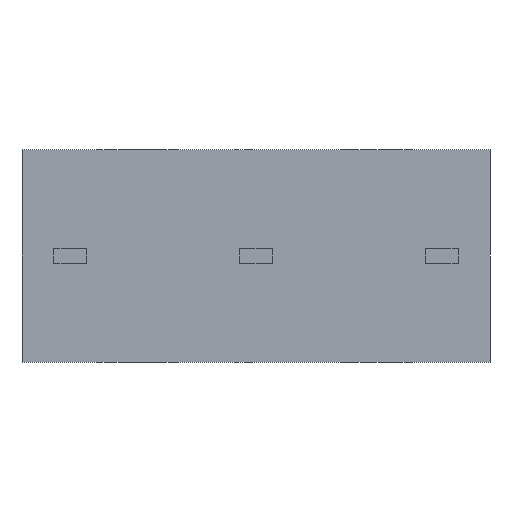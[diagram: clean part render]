
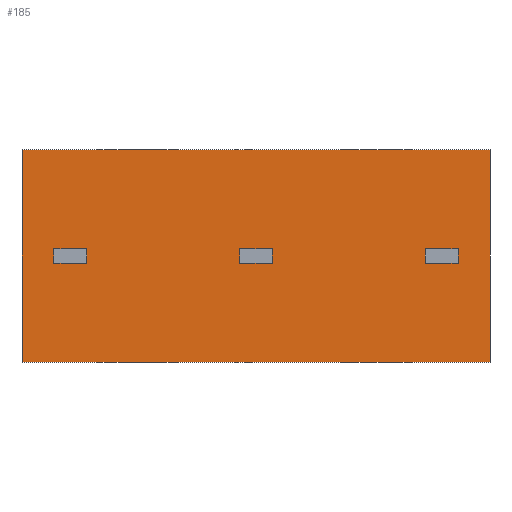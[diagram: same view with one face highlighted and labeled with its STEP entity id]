
A CAD part, front view. The second image highlights one B-rep face of the part: STEP entity #185.
In plain terms, the highlighted planar face has unit normal (0, -1, 0).
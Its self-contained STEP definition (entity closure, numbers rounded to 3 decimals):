
#1 = EDGE_CURVE ( 'NONE', #1102, #247, #348, .T. ) ;
#23 = VERTEX_POINT ( 'NONE', #473 ) ;
#30 = VERTEX_POINT ( 'NONE', #497 ) ;
#35 = EDGE_CURVE ( 'NONE', #178, #134, #534, .T. ) ;
#44 = ORIENTED_EDGE ( 'NONE', *, *, #1065, .F. ) ;
#47 = VERTEX_POINT ( 'NONE', #606 ) ;
#88 = VERTEX_POINT ( 'NONE', #971 ) ;
#89 = VERTEX_POINT ( 'NONE', #972 ) ;
#91 = VERTEX_POINT ( 'NONE', #973 ) ;
#106 = ORIENTED_EDGE ( 'NONE', *, *, #275, .T. ) ;
#123 = ORIENTED_EDGE ( 'NONE', *, *, #189, .F. ) ;
#128 = VERTEX_POINT ( 'NONE', #1076 ) ;
#131 = EDGE_CURVE ( 'NONE', #91, #89, #1097, .T. ) ;
#134 = VERTEX_POINT ( 'NONE', #1115 ) ;
#154 = ORIENTED_EDGE ( 'NONE', *, *, #1336, .F. ) ;
#160 = ORIENTED_EDGE ( 'NONE', *, *, #309, .F. ) ;
#175 = ORIENTED_EDGE ( 'NONE', *, *, #262, .F. ) ;
#178 = VERTEX_POINT ( 'NONE', #720 ) ;
#185 = ADVANCED_FACE ( 'NONE', ( #825, #826, #827, #828 ), #829, .F. ) ;
#187 = VERTEX_POINT ( 'NONE', #838 ) ;
#189 = EDGE_CURVE ( 'NONE', #289, #88, #855, .T. ) ;
#210 = ORIENTED_EDGE ( 'NONE', *, *, #279, .F. ) ;
#216 = EDGE_CURVE ( 'NONE', #521, #1102, #359, .T. ) ;
#222 = ORIENTED_EDGE ( 'NONE', *, *, #35, .T. ) ;
#223 = EDGE_CURVE ( 'NONE', #23, #128, #378, .T. ) ;
#227 = ORIENTED_EDGE ( 'NONE', *, *, #223, .F. ) ;
#234 = EDGE_CURVE ( 'NONE', #128, #30, #403, .T. ) ;
#237 = ORIENTED_EDGE ( 'NONE', *, *, #1510, .F. ) ;
#243 = VERTEX_POINT ( 'NONE', #443 ) ;
#247 = VERTEX_POINT ( 'NONE', #453 ) ;
#253 = EDGE_LOOP ( 'NONE', ( #222, #813, #44, #106 ) ) ;
#262 = EDGE_CURVE ( 'NONE', #30, #796, #487, .T. ) ;
#264 = ORIENTED_EDGE ( 'NONE', *, *, #326, .F. ) ;
#267 = EDGE_CURVE ( 'NONE', #187, #134, #498, .T. ) ;
#275 = EDGE_CURVE ( 'NONE', #243, #178, #516, .T. ) ;
#279 = EDGE_CURVE ( 'NONE', #89, #289, #541, .T. ) ;
#289 = VERTEX_POINT ( 'NONE', #638 ) ;
#298 = ORIENTED_EDGE ( 'NONE', *, *, #216, .F. ) ;
#309 = EDGE_CURVE ( 'NONE', #47, #521, #711, .T. ) ;
#318 = EDGE_LOOP ( 'NONE', ( #154, #175, #924, #227 ) ) ;
#326 = EDGE_CURVE ( 'NONE', #88, #91, #872, .T. ) ;
#348 = LINE ( 'NONE', #349, #350 ) ;
#349 = CARTESIAN_POINT ( 'NONE',  ( -3.7, -1.5, 0.2 ) ) ;
#350 = VECTOR ( 'NONE', #351, 1000. ) ;
#351 = DIRECTION ( 'NONE',  ( -1., 0., 0. ) ) ;
#359 = LINE ( 'NONE', #360, #361 ) ;
#360 = CARTESIAN_POINT ( 'NONE',  ( -2.8, -1.5, 0.2 ) ) ;
#361 = VECTOR ( 'NONE', #362, 1000. ) ;
#362 = DIRECTION ( 'NONE',  ( 0., 0., 1. ) ) ;
#378 = LINE ( 'NONE', #379, #380 ) ;
#379 = CARTESIAN_POINT ( 'NONE',  ( -7.88, -1.5, 0.2 ) ) ;
#380 = VECTOR ( 'NONE', #381, 1000. ) ;
#381 = DIRECTION ( 'NONE',  ( -1., 0., 0. ) ) ;
#403 = LINE ( 'NONE', #404, #405 ) ;
#404 = CARTESIAN_POINT ( 'NONE',  ( -8.78, -1.5, 0.2 ) ) ;
#405 = VECTOR ( 'NONE', #406, 1000. ) ;
#406 = DIRECTION ( 'NONE',  ( 0., 0., -1. ) ) ;
#443 = CARTESIAN_POINT ( 'NONE',  ( -9.65, -1.5, 2.9 ) ) ;
#453 = CARTESIAN_POINT ( 'NONE',  ( -3.7, -1.5, 0.2 ) ) ;
#468 = ORIENTED_EDGE ( 'NONE', *, *, #131, .F. ) ;
#473 = CARTESIAN_POINT ( 'NONE',  ( -7.88, -1.5, 0.2 ) ) ;
#487 = LINE ( 'NONE', #488, #489 ) ;
#488 = CARTESIAN_POINT ( 'NONE',  ( -7.88, -1.5, -0.2 ) ) ;
#489 = VECTOR ( 'NONE', #490, 1000. ) ;
#490 = DIRECTION ( 'NONE',  ( 1., 0., 0. ) ) ;
#497 = CARTESIAN_POINT ( 'NONE',  ( -8.78, -1.5, -0.2 ) ) ;
#498 = LINE ( 'NONE', #499, #500 ) ;
#499 = CARTESIAN_POINT ( 'NONE',  ( 3.15, -1.5, 2.9 ) ) ;
#500 = VECTOR ( 'NONE', #501, 1000. ) ;
#501 = DIRECTION ( 'NONE',  ( 0., 0., -1. ) ) ;
#516 = LINE ( 'NONE', #517, #518 ) ;
#517 = CARTESIAN_POINT ( 'NONE',  ( -9.65, -1.5, 2.9 ) ) ;
#518 = VECTOR ( 'NONE', #522, 1000. ) ;
#521 = VERTEX_POINT ( 'NONE', #1020 ) ;
#522 = DIRECTION ( 'NONE',  ( 0., 0., -1. ) ) ;
#534 = LINE ( 'NONE', #535, #536 ) ;
#535 = CARTESIAN_POINT ( 'NONE',  ( -9.65, -1.5, -2.9 ) ) ;
#536 = VECTOR ( 'NONE', #537, 1000. ) ;
#537 = DIRECTION ( 'NONE',  ( 1., 0., 0. ) ) ;
#541 = LINE ( 'NONE', #542, #543 ) ;
#542 = CARTESIAN_POINT ( 'NONE',  ( 1.38, -1.5, -0.2 ) ) ;
#543 = VECTOR ( 'NONE', #544, 1000. ) ;
#544 = DIRECTION ( 'NONE',  ( 1., 0., 0. ) ) ;
#591 = LINE ( 'NONE', #592, #593 ) ;
#592 = CARTESIAN_POINT ( 'NONE',  ( -9.65, -1.5, 2.9 ) ) ;
#593 = VECTOR ( 'NONE', #594, 1000. ) ;
#594 = DIRECTION ( 'NONE',  ( 1., 0., 0. ) ) ;
#606 = CARTESIAN_POINT ( 'NONE',  ( -3.7, -1.5, -0.2 ) ) ;
#638 = CARTESIAN_POINT ( 'NONE',  ( 2.28, -1.5, -0.2 ) ) ;
#643 = CARTESIAN_POINT ( 'NONE',  ( -2.8, -1.5, 0.2 ) ) ;
#711 = LINE ( 'NONE', #712, #713 ) ;
#712 = CARTESIAN_POINT ( 'NONE',  ( -3.7, -1.5, -0.2 ) ) ;
#713 = VECTOR ( 'NONE', #714, 1000. ) ;
#714 = DIRECTION ( 'NONE',  ( 1., 0., 0. ) ) ;
#720 = CARTESIAN_POINT ( 'NONE',  ( -9.65, -1.5, -2.9 ) ) ;
#796 = VERTEX_POINT ( 'NONE', #1114 ) ;
#813 = ORIENTED_EDGE ( 'NONE', *, *, #267, .F. ) ;
#820 = LINE ( 'NONE', #821, #822 ) ;
#821 = CARTESIAN_POINT ( 'NONE',  ( -7.88, -1.5, 0.2 ) ) ;
#822 = VECTOR ( 'NONE', #823, 1000. ) ;
#823 = DIRECTION ( 'NONE',  ( 0., 0., 1. ) ) ;
#825 = FACE_BOUND ( 'NONE', #1082, .T. ) ;
#826 = FACE_OUTER_BOUND ( 'NONE', #253, .T. ) ;
#827 = FACE_BOUND ( 'NONE', #318, .T. ) ;
#828 = FACE_BOUND ( 'NONE', #978, .T. ) ;
#829 = PLANE ( 'NONE',  #830 ) ;
#830 = AXIS2_PLACEMENT_3D ( 'NONE', #831, #832, #837 ) ;
#831 = CARTESIAN_POINT ( 'NONE',  ( -9.65, -1.5, 2.9 ) ) ;
#832 = DIRECTION ( 'NONE',  ( 0., 1., 0. ) ) ;
#837 = DIRECTION ( 'NONE',  ( -1., 0., 0. ) ) ;
#838 = CARTESIAN_POINT ( 'NONE',  ( 3.15, -1.5, 2.9 ) ) ;
#855 = LINE ( 'NONE', #856, #857 ) ;
#856 = CARTESIAN_POINT ( 'NONE',  ( 2.28, -1.5, 0.2 ) ) ;
#857 = VECTOR ( 'NONE', #858, 1000. ) ;
#858 = DIRECTION ( 'NONE',  ( 0., 0., 1. ) ) ;
#872 = LINE ( 'NONE', #873, #874 ) ;
#873 = CARTESIAN_POINT ( 'NONE',  ( 1.38, -1.5, 0.2 ) ) ;
#874 = VECTOR ( 'NONE', #875, 1000. ) ;
#875 = DIRECTION ( 'NONE',  ( -1., 0., 0. ) ) ;
#924 = ORIENTED_EDGE ( 'NONE', *, *, #234, .F. ) ;
#947 = LINE ( 'NONE', #948, #949 ) ;
#948 = CARTESIAN_POINT ( 'NONE',  ( -3.7, -1.5, 0.2 ) ) ;
#949 = VECTOR ( 'NONE', #950, 1000. ) ;
#950 = DIRECTION ( 'NONE',  ( 0., 0., -1. ) ) ;
#971 = CARTESIAN_POINT ( 'NONE',  ( 2.28, -1.5, 0.2 ) ) ;
#972 = CARTESIAN_POINT ( 'NONE',  ( 1.38, -1.5, -0.2 ) ) ;
#973 = CARTESIAN_POINT ( 'NONE',  ( 1.38, -1.5, 0.2 ) ) ;
#978 = EDGE_LOOP ( 'NONE', ( #468, #264, #123, #210 ) ) ;
#1020 = CARTESIAN_POINT ( 'NONE',  ( -2.8, -1.5, -0.2 ) ) ;
#1065 = EDGE_CURVE ( 'NONE', #243, #187, #591, .T. ) ;
#1076 = CARTESIAN_POINT ( 'NONE',  ( -8.78, -1.5, 0.2 ) ) ;
#1082 = EDGE_LOOP ( 'NONE', ( #237, #1569, #298, #160 ) ) ;
#1097 = LINE ( 'NONE', #1098, #1099 ) ;
#1098 = CARTESIAN_POINT ( 'NONE',  ( 1.38, -1.5, 0.2 ) ) ;
#1099 = VECTOR ( 'NONE', #1100, 1000. ) ;
#1100 = DIRECTION ( 'NONE',  ( 0., 0., -1. ) ) ;
#1102 = VERTEX_POINT ( 'NONE', #643 ) ;
#1114 = CARTESIAN_POINT ( 'NONE',  ( -7.88, -1.5, -0.2 ) ) ;
#1115 = CARTESIAN_POINT ( 'NONE',  ( 3.15, -1.5, -2.9 ) ) ;
#1336 = EDGE_CURVE ( 'NONE', #796, #23, #820, .T. ) ;
#1510 = EDGE_CURVE ( 'NONE', #247, #47, #947, .T. ) ;
#1569 = ORIENTED_EDGE ( 'NONE', *, *, #1, .F. ) ;
